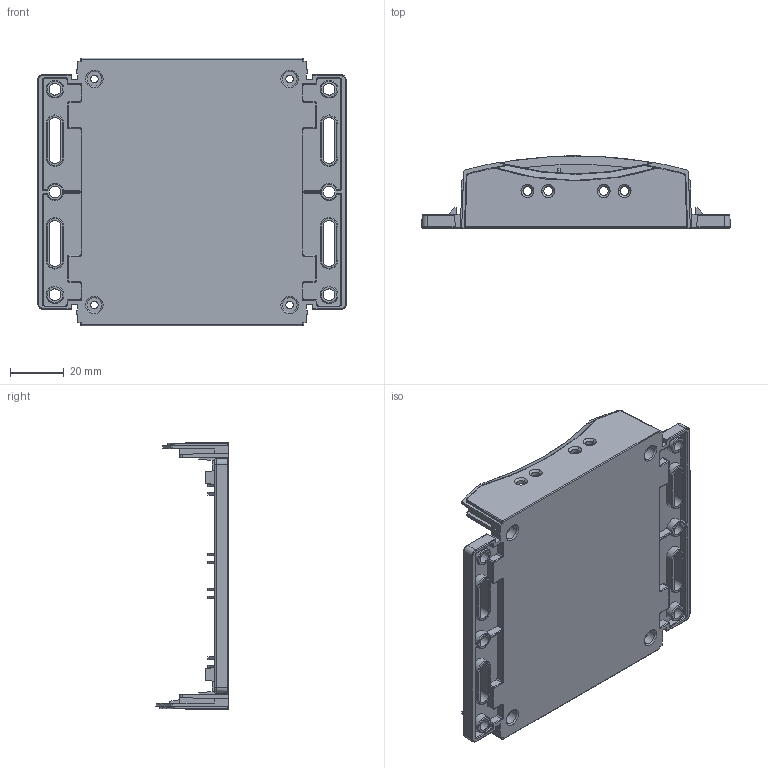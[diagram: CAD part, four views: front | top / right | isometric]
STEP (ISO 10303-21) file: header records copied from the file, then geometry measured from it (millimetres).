
FILE_DESCRIPTION(/* description */ (''),/* implementation_level */ '2;1');
FILE_NAME(/* name */ 'Bottom.ipt.step',/* time_stamp */ '2020-04-16T23:11:51-04:00',/* author */ ('Jordan'),/* organization */ (''),/* preprocessor_version */ 'ST-DEVELOPER v17',/* originating_system */ 'Autodesk Inventor 2019',/* authorisation */ '');
FILE_SCHEMA (('AUTOMOTIVE_DESIGN { 1 0 10303 214 3 1 1 }'));
Length unit declared in the file: inch
Products named in the file (1): Bottom
Bounding box: 114.29 x 26.84 x 99.16 mm (x, y, z)
Volume: 32106.5 mm3; surface area: 34711.1 mm2
Topology: 1 solids, 1 shells, 713 faces, 1913 edges, 1236 vertices
Faces by surface type: plane 376, cylinder 197, torus 63, bspline 55, cone 18, sphere 4
Full cylindrical faces by diameter (mm): 2.8 x4, 3.2 x4, 5.5 x4, 6.5 x4
Entity records: 30034 total; most frequent: CARTESIAN_POINT 12288, ORIENTED_EDGE 3818, DIRECTION 3510, EDGE_CURVE 1909, VERTEX_POINT 1236, LINE 1190, VECTOR 1190, AXIS2_PLACEMENT_3D 1160
